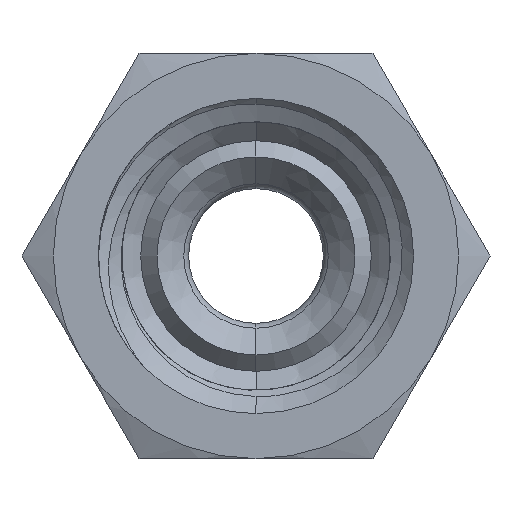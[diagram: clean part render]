
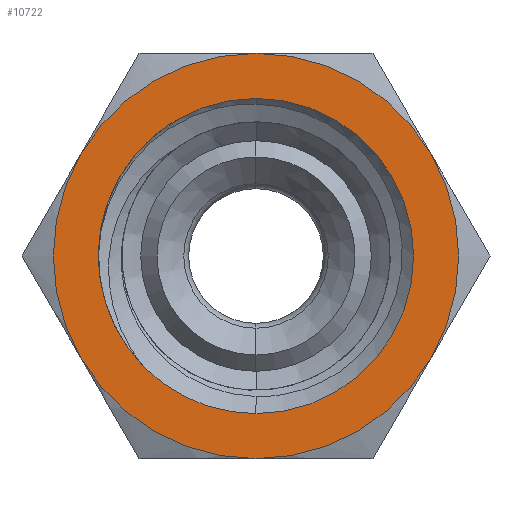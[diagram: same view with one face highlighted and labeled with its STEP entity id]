
A CAD part, left-side view. The second image highlights one B-rep face of the part: STEP entity #10722.
In plain terms, the highlighted planar face has unit normal (-1, 0, 0).
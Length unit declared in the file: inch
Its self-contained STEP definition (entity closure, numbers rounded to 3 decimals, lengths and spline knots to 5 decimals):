
#123 = ORIENTED_EDGE ( 'NONE', *, *, #181, .F. ) ;
#181 = EDGE_CURVE ( 'NONE', #3891, #13230, #5038, .T. ) ;
#198 = CIRCLE ( 'NONE', #7157, 0.21875 ) ;
#528 = EDGE_CURVE ( 'NONE', #16079, #11287, #198, .T. ) ;
#600 = CARTESIAN_POINT ( 'NONE',  ( 0., 0., 0. ) ) ;
#884 = ORIENTED_EDGE ( 'NONE', *, *, #6894, .F. ) ;
#999 = CIRCLE ( 'NONE', #3300, 0.28125 ) ;
#1218 = CARTESIAN_POINT ( 'NONE',  ( 0., 0.15468, -0.15468 ) ) ;
#1609 = CARTESIAN_POINT ( 'NONE',  ( 0., 0., 0. ) ) ;
#1629 = CARTESIAN_POINT ( 'NONE',  ( 0., 0., 0. ) ) ;
#1964 = AXIS2_PLACEMENT_3D ( 'NONE', #16547, #8781, #16721 ) ;
#2882 = ORIENTED_EDGE ( 'NONE', *, *, #14448, .F. ) ;
#2911 = EDGE_CURVE ( 'NONE', #13230, #8477, #999, .T. ) ;
#3070 = CARTESIAN_POINT ( 'NONE',  ( 0., 0., 0. ) ) ;
#3300 = AXIS2_PLACEMENT_3D ( 'NONE', #12037, #15715, #5589 ) ;
#3346 = VERTEX_POINT ( 'NONE', #13755 ) ;
#3632 = EDGE_CURVE ( 'NONE', #4703, #8477, #9487, .T. ) ;
#3891 = VERTEX_POINT ( 'NONE', #11078 ) ;
#3972 = CARTESIAN_POINT ( 'NONE',  ( 0., 0.16238, 0.28125 ) ) ;
#4703 = VERTEX_POINT ( 'NONE', #13191 ) ;
#4797 = EDGE_CURVE ( 'NONE', #6709, #3891, #7748, .T. ) ;
#4866 = CARTESIAN_POINT ( 'NONE',  ( 0., 0., 0. ) ) ;
#4905 = AXIS2_PLACEMENT_3D ( 'NONE', #1629, #13236, #7907 ) ;
#4924 = DIRECTION ( 'NONE',  ( -1., 0., 0. ) ) ;
#5038 = CIRCLE ( 'NONE', #13237, 0.28125 ) ;
#5041 = CARTESIAN_POINT ( 'NONE',  ( 0., 0., 0. ) ) ;
#5056 = DIRECTION ( 'NONE',  ( 1., 0., 0. ) ) ;
#5221 = ORIENTED_EDGE ( 'NONE', *, *, #3632, .T. ) ;
#5343 = DIRECTION ( 'NONE',  ( 0., 0., -1. ) ) ;
#5513 = DIRECTION ( 'NONE',  ( 0., 0., -1. ) ) ;
#5589 = DIRECTION ( 'NONE',  ( 0., 0., -1. ) ) ;
#5751 = ORIENTED_EDGE ( 'NONE', *, *, #528, .T. ) ;
#5843 = CIRCLE ( 'NONE', #10858, 0.21875 ) ;
#6149 = AXIS2_PLACEMENT_3D ( 'NONE', #1609, #10607, #5343 ) ;
#6182 = CARTESIAN_POINT ( 'NONE',  ( 0., 0., -0.21875 ) ) ;
#6380 = PLANE ( 'NONE',  #13007 ) ;
#6570 = ORIENTED_EDGE ( 'NONE', *, *, #8602, .F. ) ;
#6709 = VERTEX_POINT ( 'NONE', #15909 ) ;
#6894 = EDGE_CURVE ( 'NONE', #13626, #11287, #16396, .T. ) ;
#6913 = DIRECTION ( 'NONE',  ( 1., 0., 0. ) ) ;
#6920 = CIRCLE ( 'NONE', #6149, 0.28125 ) ;
#7157 = AXIS2_PLACEMENT_3D ( 'NONE', #600, #6913, #9430 ) ;
#7258 = CIRCLE ( 'NONE', #1964, 0.21875 ) ;
#7700 = DIRECTION ( 'NONE',  ( 0., 0., -1. ) ) ;
#7748 = CIRCLE ( 'NONE', #8613, 0.28125 ) ;
#7797 = CARTESIAN_POINT ( 'NONE',  ( 0., 0., 0.21875 ) ) ;
#7907 = DIRECTION ( 'NONE',  ( 0., 0., 1. ) ) ;
#8028 = AXIS2_PLACEMENT_3D ( 'NONE', #9433, #8250, #5513 ) ;
#8250 = DIRECTION ( 'NONE',  ( 1., 0., 0. ) ) ;
#8477 = VERTEX_POINT ( 'NONE', #11785 ) ;
#8602 = EDGE_CURVE ( 'NONE', #4703, #3346, #6920, .T. ) ;
#8613 = AXIS2_PLACEMENT_3D ( 'NONE', #3070, #13586, #10981 ) ;
#8677 = ORIENTED_EDGE ( 'NONE', *, *, #14498, .F. ) ;
#8781 = DIRECTION ( 'NONE',  ( -1., 0., 0. ) ) ;
#8989 = ORIENTED_EDGE ( 'NONE', *, *, #2911, .F. ) ;
#9430 = DIRECTION ( 'NONE',  ( 0., 0., -1. ) ) ;
#9433 = CARTESIAN_POINT ( 'NONE',  ( 0., 0., 0. ) ) ;
#9487 = CIRCLE ( 'NONE', #4905, 0.28125 ) ;
#9493 = CIRCLE ( 'NONE', #8028, 0.28125 ) ;
#9981 = VERTEX_POINT ( 'NONE', #6182 ) ;
#10104 = CARTESIAN_POINT ( 'NONE',  ( 0., 0., 0. ) ) ;
#10137 = FACE_OUTER_BOUND ( 'NONE', #12280, .T. ) ;
#10607 = DIRECTION ( 'NONE',  ( 1., 0., 0. ) ) ;
#10722 = ADVANCED_FACE ( 'NONE', ( #13390, #10137 ), #6380, .F. ) ;
#10858 = AXIS2_PLACEMENT_3D ( 'NONE', #4866, #4924, #11536 ) ;
#10981 = DIRECTION ( 'NONE',  ( 0., 0., -1. ) ) ;
#11078 = CARTESIAN_POINT ( 'NONE',  ( 0., 0., -0.28125 ) ) ;
#11287 = VERTEX_POINT ( 'NONE', #14881 ) ;
#11440 = DIRECTION ( 'NONE',  ( 1., 0., 0. ) ) ;
#11536 = DIRECTION ( 'NONE',  ( 0., 0., 1. ) ) ;
#11785 = CARTESIAN_POINT ( 'NONE',  ( 0., 0.24357, 0.14063 ) ) ;
#12037 = CARTESIAN_POINT ( 'NONE',  ( 0., 0., 0. ) ) ;
#12221 = ORIENTED_EDGE ( 'NONE', *, *, #4797, .F. ) ;
#12280 = EDGE_LOOP ( 'NONE', ( #123, #12221, #15251, #6570, #5221, #8989 ) ) ;
#12438 = EDGE_CURVE ( 'NONE', #3346, #6709, #9493, .T. ) ;
#13007 = AXIS2_PLACEMENT_3D ( 'NONE', #3972, #5056, #7700 ) ;
#13191 = CARTESIAN_POINT ( 'NONE',  ( 0., 0., 0.28125 ) ) ;
#13230 = VERTEX_POINT ( 'NONE', #15056 ) ;
#13235 = EDGE_LOOP ( 'NONE', ( #5751, #884, #8677, #2882 ) ) ;
#13236 = DIRECTION ( 'NONE',  ( -1., 0., 0. ) ) ;
#13237 = AXIS2_PLACEMENT_3D ( 'NONE', #5041, #11440, #14214 ) ;
#13390 = FACE_BOUND ( 'NONE', #13235, .T. ) ;
#13586 = DIRECTION ( 'NONE',  ( 1., 0., 0. ) ) ;
#13626 = VERTEX_POINT ( 'NONE', #7797 ) ;
#13755 = CARTESIAN_POINT ( 'NONE',  ( 0., -0.24357, 0.14062 ) ) ;
#14068 = DIRECTION ( 'NONE',  ( -1., 0., 0. ) ) ;
#14214 = DIRECTION ( 'NONE',  ( 0., 0., -1. ) ) ;
#14448 = EDGE_CURVE ( 'NONE', #16079, #9981, #5843, .T. ) ;
#14498 = EDGE_CURVE ( 'NONE', #9981, #13626, #7258, .T. ) ;
#14881 = CARTESIAN_POINT ( 'NONE',  ( 0., 0.21875, 0. ) ) ;
#15056 = CARTESIAN_POINT ( 'NONE',  ( 0., 0.24357, -0.14062 ) ) ;
#15242 = DIRECTION ( 'NONE',  ( 0., 0., 1. ) ) ;
#15251 = ORIENTED_EDGE ( 'NONE', *, *, #12438, .F. ) ;
#15715 = DIRECTION ( 'NONE',  ( 1., 0., 0. ) ) ;
#15909 = CARTESIAN_POINT ( 'NONE',  ( 0., -0.24357, -0.14063 ) ) ;
#16079 = VERTEX_POINT ( 'NONE', #1218 ) ;
#16113 = AXIS2_PLACEMENT_3D ( 'NONE', #10104, #14068, #15242 ) ;
#16396 = CIRCLE ( 'NONE', #16113, 0.21875 ) ;
#16547 = CARTESIAN_POINT ( 'NONE',  ( 0., 0., 0. ) ) ;
#16721 = DIRECTION ( 'NONE',  ( 0., 0., 1. ) ) ;
